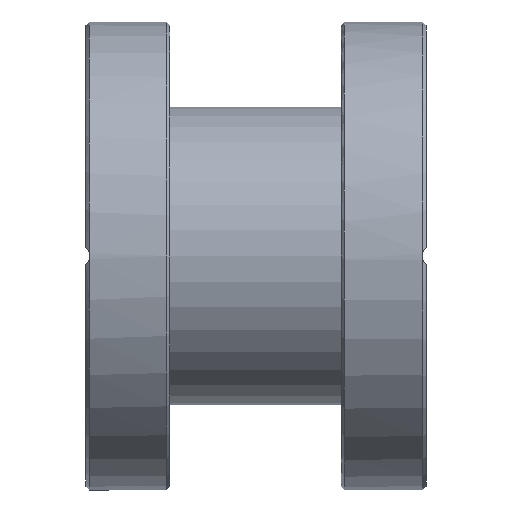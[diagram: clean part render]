
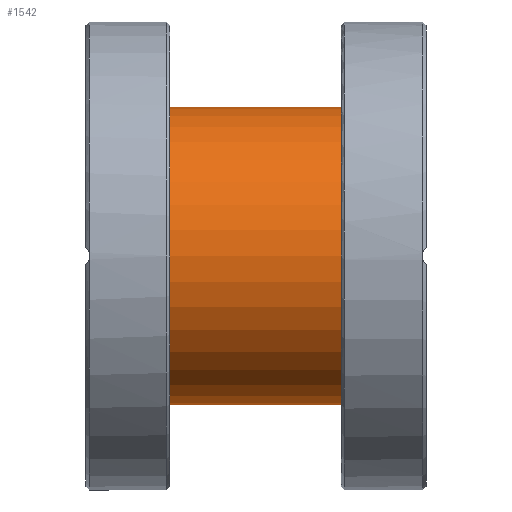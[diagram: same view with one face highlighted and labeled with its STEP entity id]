
A CAD part, left-side view. The second image highlights one B-rep face of the part: STEP entity #1542.
In plain terms, the highlighted cylindrical face has radius 22.225 mm (diameter 44.45 mm), a full revolution.
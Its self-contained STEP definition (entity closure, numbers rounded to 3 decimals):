
#285 = DIRECTION ( 'NONE',  ( 0., 0., 1. ) ) ;
#306 = FACE_OUTER_BOUND ( 'NONE', #1659, .T. ) ;
#449 = VERTEX_POINT ( 'NONE', #476 ) ;
#453 = CIRCLE ( 'NONE', #917, 22.225 ) ;
#476 = CARTESIAN_POINT ( 'NONE',  ( 0., 42.2, 22.225 ) ) ;
#500 = CYLINDRICAL_SURFACE ( 'NONE', #550, 22.225 ) ;
#550 = AXIS2_PLACEMENT_3D ( 'NONE', #1295, #881, #1703 ) ;
#646 = AXIS2_PLACEMENT_3D ( 'NONE', #929, #1725, #285 ) ;
#857 = CIRCLE ( 'NONE', #646, 22.225 ) ;
#881 = DIRECTION ( 'NONE',  ( 0., -1., 0. ) ) ;
#917 = AXIS2_PLACEMENT_3D ( 'NONE', #2388, #1825, #2428 ) ;
#929 = CARTESIAN_POINT ( 'NONE',  ( 0., 42.2, 0. ) ) ;
#957 = VERTEX_POINT ( 'NONE', #1756 ) ;
#1090 = EDGE_CURVE ( 'NONE', #449, #449, #857, .T. ) ;
#1295 = CARTESIAN_POINT ( 'NONE',  ( 0., 42.2, 0. ) ) ;
#1542 = ADVANCED_FACE ( 'NONE', ( #306, #1880 ), #500, .T. ) ;
#1560 = ORIENTED_EDGE ( 'NONE', *, *, #1090, .F. ) ;
#1659 = EDGE_LOOP ( 'NONE', ( #1560 ) ) ;
#1703 = DIRECTION ( 'NONE',  ( 0., 0., -1. ) ) ;
#1725 = DIRECTION ( 'NONE',  ( 0., 1., 0. ) ) ;
#1756 = CARTESIAN_POINT ( 'NONE',  ( 0., 0., 22.225 ) ) ;
#1825 = DIRECTION ( 'NONE',  ( 0., 1., 0. ) ) ;
#1880 = FACE_OUTER_BOUND ( 'NONE', #2211, .T. ) ;
#2211 = EDGE_LOOP ( 'NONE', ( #2545 ) ) ;
#2388 = CARTESIAN_POINT ( 'NONE',  ( 0., 0., 0. ) ) ;
#2428 = DIRECTION ( 'NONE',  ( 0., 0., 1. ) ) ;
#2545 = ORIENTED_EDGE ( 'NONE', *, *, #2552, .T. ) ;
#2552 = EDGE_CURVE ( 'NONE', #957, #957, #453, .T. ) ;
